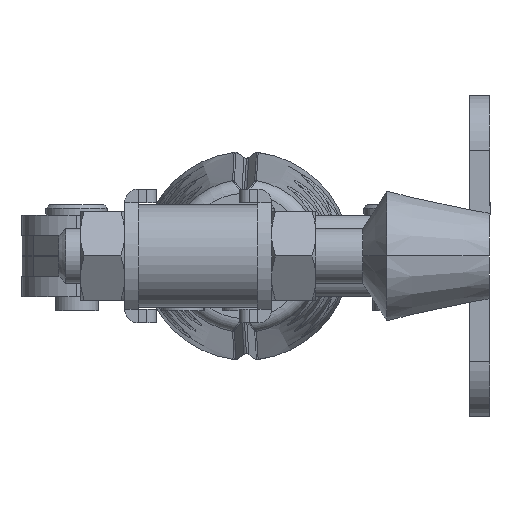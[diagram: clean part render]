
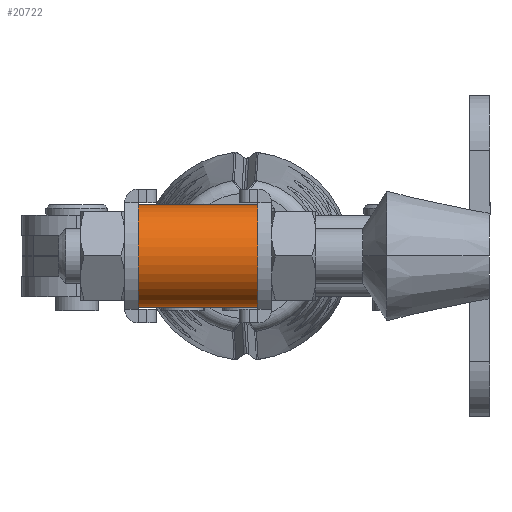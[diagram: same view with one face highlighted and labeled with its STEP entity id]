
A CAD part, left-side view. The second image highlights one B-rep face of the part: STEP entity #20722.
In plain terms, the highlighted cylindrical face has radius 7.5 mm (diameter 15 mm), a partial arc.
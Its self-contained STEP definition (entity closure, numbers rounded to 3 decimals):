
#193 = CARTESIAN_POINT ( 'NONE',  ( -83.5, 17.5, -7.5 ) ) ;
#487 = VECTOR ( 'NONE', #8383, 1000. ) ;
#671 = EDGE_CURVE ( 'NONE', #18147, #12222, #20215, .T. ) ;
#783 = ORIENTED_EDGE ( 'NONE', *, *, #671, .F. ) ;
#932 = ORIENTED_EDGE ( 'NONE', *, *, #18410, .F. ) ;
#1283 = VECTOR ( 'NONE', #16743, 1000. ) ;
#2214 = CARTESIAN_POINT ( 'NONE',  ( -83.5, 0., 7.5 ) ) ;
#2239 = DIRECTION ( 'NONE',  ( 0., -1., 0. ) ) ;
#5863 = AXIS2_PLACEMENT_3D ( 'NONE', #5923, #2239, #16899 ) ;
#5923 = CARTESIAN_POINT ( 'NONE',  ( -83.5, 35., 0. ) ) ;
#6272 = EDGE_CURVE ( 'NONE', #22671, #13697, #10831, .T. ) ;
#7277 = DIRECTION ( 'NONE',  ( 0., 1., 0. ) ) ;
#7504 = CIRCLE ( 'NONE', #13975, 7.5 ) ;
#7752 = DIRECTION ( 'NONE',  ( 0., 1., 0. ) ) ;
#7926 = CARTESIAN_POINT ( 'NONE',  ( -83.5, 35., -7.5 ) ) ;
#8383 = DIRECTION ( 'NONE',  ( 0., -1., 0. ) ) ;
#10831 = LINE ( 'NONE', #7926, #487 ) ;
#11780 = CARTESIAN_POINT ( 'NONE',  ( -83.5, 17.5, 7.5 ) ) ;
#11834 = CARTESIAN_POINT ( 'NONE',  ( -83.5, 0., -7.5 ) ) ;
#12222 = VERTEX_POINT ( 'NONE', #2214 ) ;
#12757 = CIRCLE ( 'NONE', #17636, 7.5 ) ;
#13137 = ORIENTED_EDGE ( 'NONE', *, *, #14466, .T. ) ;
#13697 = VERTEX_POINT ( 'NONE', #11834 ) ;
#13975 = AXIS2_PLACEMENT_3D ( 'NONE', #18704, #7752, #20550 ) ;
#14466 = EDGE_CURVE ( 'NONE', #13697, #12222, #7504, .T. ) ;
#16743 = DIRECTION ( 'NONE',  ( 0., -1., 0. ) ) ;
#16899 = DIRECTION ( 'NONE',  ( 0., 0., -1. ) ) ;
#17515 = CYLINDRICAL_SURFACE ( 'NONE', #5863, 7.5 ) ;
#17636 = AXIS2_PLACEMENT_3D ( 'NONE', #18216, #7277, #20076 ) ;
#17932 = ORIENTED_EDGE ( 'NONE', *, *, #6272, .T. ) ;
#18091 = FACE_OUTER_BOUND ( 'NONE', #21804, .T. ) ;
#18138 = CARTESIAN_POINT ( 'NONE',  ( -83.5, 35., 7.5 ) ) ;
#18147 = VERTEX_POINT ( 'NONE', #11780 ) ;
#18216 = CARTESIAN_POINT ( 'NONE',  ( -83.5, 17.5, 0. ) ) ;
#18410 = EDGE_CURVE ( 'NONE', #22671, #18147, #12757, .T. ) ;
#18704 = CARTESIAN_POINT ( 'NONE',  ( -83.5, 0., 0. ) ) ;
#20076 = DIRECTION ( 'NONE',  ( 0., 0., 1. ) ) ;
#20215 = LINE ( 'NONE', #18138, #1283 ) ;
#20550 = DIRECTION ( 'NONE',  ( 0., 0., -1. ) ) ;
#20722 = ADVANCED_FACE ( 'NONE', ( #18091 ), #17515, .T. ) ;
#21804 = EDGE_LOOP ( 'NONE', ( #783, #932, #17932, #13137 ) ) ;
#22671 = VERTEX_POINT ( 'NONE', #193 ) ;
